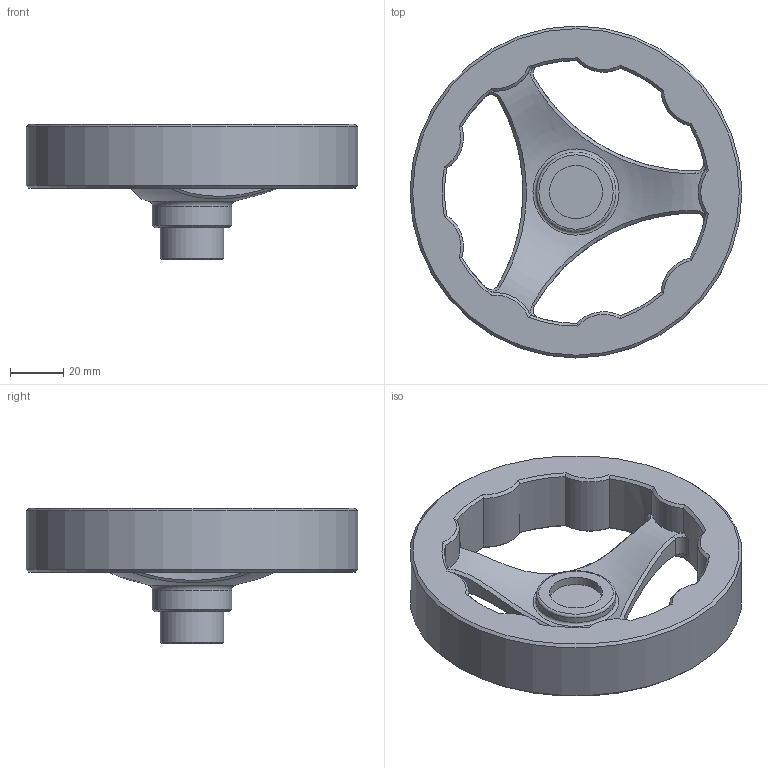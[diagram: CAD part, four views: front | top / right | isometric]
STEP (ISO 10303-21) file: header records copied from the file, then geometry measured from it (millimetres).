
FILE_DESCRIPTION( ( 'Unknown' ), '1' );
FILE_NAME( '6359010_V3RA125.stp', 'Unknown', ( 'Unknown' ), ( 'Unknown' ), 'XStep 1.0', 'Unknown', ' ' );
FILE_SCHEMA( ( 'CONFIG_CONTROL_DESIGN' ) );
Length unit declared in the file: millimetre
Products named in the file (3): Assem1; 1831149; 6359010
Bounding box: 125 x 125 x 51 mm (x, y, z)
Volume: 234016.6 mm3; surface area: 105399.4 mm2
Topology: 4 solids, 4 shells, 332 faces, 860 edges, 534 vertices
Faces by surface type: plane 100, cylinder 94, cone 88, bspline 38, revolution 6, torus 6
Full cylindrical faces by diameter (mm): 6 x2, 7.7 x2, 20 x2, 24 x6, 26 x4, 30 x4, 115 x2, 125 x2
Entity records: 6666 total; most frequent: CARTESIAN_POINT 2755, ORIENTED_EDGE 786, DIRECTION 766, EDGE_CURVE 393, AXIS2_PLACEMENT_3D 317, VERTEX_POINT 257, EDGE_LOOP 197, FACE_OUTER_BOUND 182
